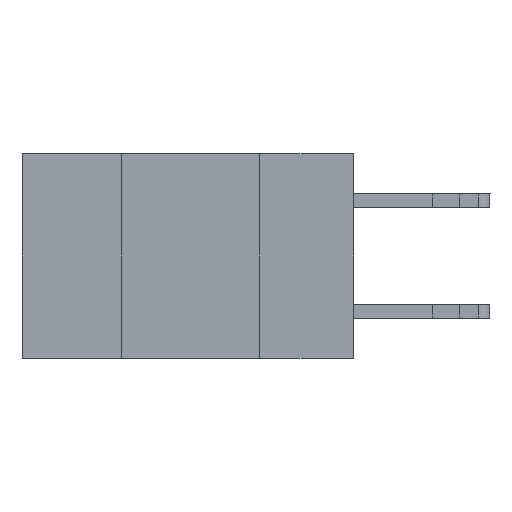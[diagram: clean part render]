
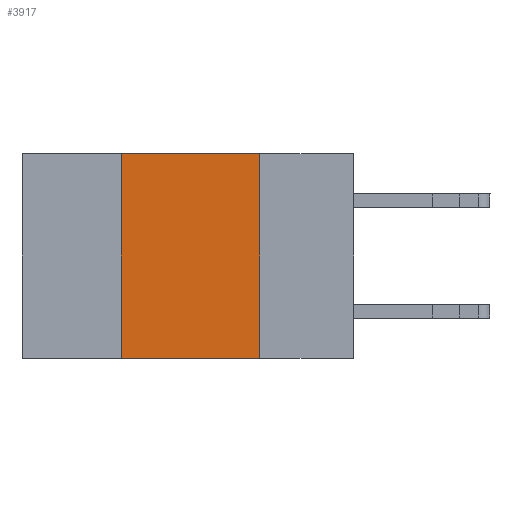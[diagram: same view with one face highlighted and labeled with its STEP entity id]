
A CAD part, left-side view. The second image highlights one B-rep face of the part: STEP entity #3917.
In plain terms, the highlighted planar face has unit normal (-1, 0, 0).
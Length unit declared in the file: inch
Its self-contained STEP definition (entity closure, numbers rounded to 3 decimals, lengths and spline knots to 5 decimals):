
#2438 = CARTESIAN_POINT ( 'NONE',  ( 0., 0.42, 0. ) ) ;
#2796 = LINE ( 'NONE', #2438, #14746 ) ;
#2832 = AXIS2_PLACEMENT_3D ( 'NONE', #6898, #8430, #3187 ) ;
#2963 = CARTESIAN_POINT ( 'NONE',  ( 0., 0.17, 0. ) ) ;
#3187 = DIRECTION ( 'NONE',  ( 0., 0., -1. ) ) ;
#3917 = ADVANCED_FACE ( 'NONE', ( #5716 ), #11250, .F. ) ;
#4322 = CARTESIAN_POINT ( 'NONE',  ( 0., 0.17, -0.37 ) ) ;
#4612 = EDGE_CURVE ( 'NONE', #5008, #10248, #17197, .T. ) ;
#4778 = CARTESIAN_POINT ( 'NONE',  ( 0., 0.6, 0. ) ) ;
#5008 = VERTEX_POINT ( 'NONE', #14891 ) ;
#5242 = CARTESIAN_POINT ( 'NONE',  ( 0., 0.42, -0.37 ) ) ;
#5716 = FACE_OUTER_BOUND ( 'NONE', #11568, .T. ) ;
#6712 = ORIENTED_EDGE ( 'NONE', *, *, #7496, .F. ) ;
#6898 = CARTESIAN_POINT ( 'NONE',  ( 0., 0.6, 0. ) ) ;
#7496 = EDGE_CURVE ( 'NONE', #15639, #5008, #2796, .T. ) ;
#7590 = LINE ( 'NONE', #14582, #8540 ) ;
#7609 = VERTEX_POINT ( 'NONE', #4322 ) ;
#7707 = ORIENTED_EDGE ( 'NONE', *, *, #4612, .F. ) ;
#7948 = DIRECTION ( 'NONE',  ( 0., 0., 1. ) ) ;
#8430 = DIRECTION ( 'NONE',  ( 1., 0., 0. ) ) ;
#8540 = VECTOR ( 'NONE', #17468, 39.37008 ) ;
#9162 = VECTOR ( 'NONE', #11476, 39.37008 ) ;
#10248 = VERTEX_POINT ( 'NONE', #15937 ) ;
#10313 = DIRECTION ( 'NONE',  ( 0., -1., 0. ) ) ;
#11250 = PLANE ( 'NONE',  #2832 ) ;
#11476 = DIRECTION ( 'NONE',  ( 0., 0., -1. ) ) ;
#11568 = EDGE_LOOP ( 'NONE', ( #13581, #7707, #6712, #15757 ) ) ;
#13581 = ORIENTED_EDGE ( 'NONE', *, *, #17754, .F. ) ;
#14582 = CARTESIAN_POINT ( 'NONE',  ( 0., 0.6, -0.37 ) ) ;
#14746 = VECTOR ( 'NONE', #7948, 39.37008 ) ;
#14891 = CARTESIAN_POINT ( 'NONE',  ( 0., 0.42, 0. ) ) ;
#15615 = EDGE_CURVE ( 'NONE', #15639, #7609, #7590, .T. ) ;
#15639 = VERTEX_POINT ( 'NONE', #5242 ) ;
#15757 = ORIENTED_EDGE ( 'NONE', *, *, #15615, .T. ) ;
#15937 = CARTESIAN_POINT ( 'NONE',  ( 0., 0.17, 0. ) ) ;
#16615 = VECTOR ( 'NONE', #10313, 39.37008 ) ;
#16733 = LINE ( 'NONE', #2963, #9162 ) ;
#17197 = LINE ( 'NONE', #4778, #16615 ) ;
#17468 = DIRECTION ( 'NONE',  ( 0., -1., 0. ) ) ;
#17754 = EDGE_CURVE ( 'NONE', #10248, #7609, #16733, .T. ) ;
